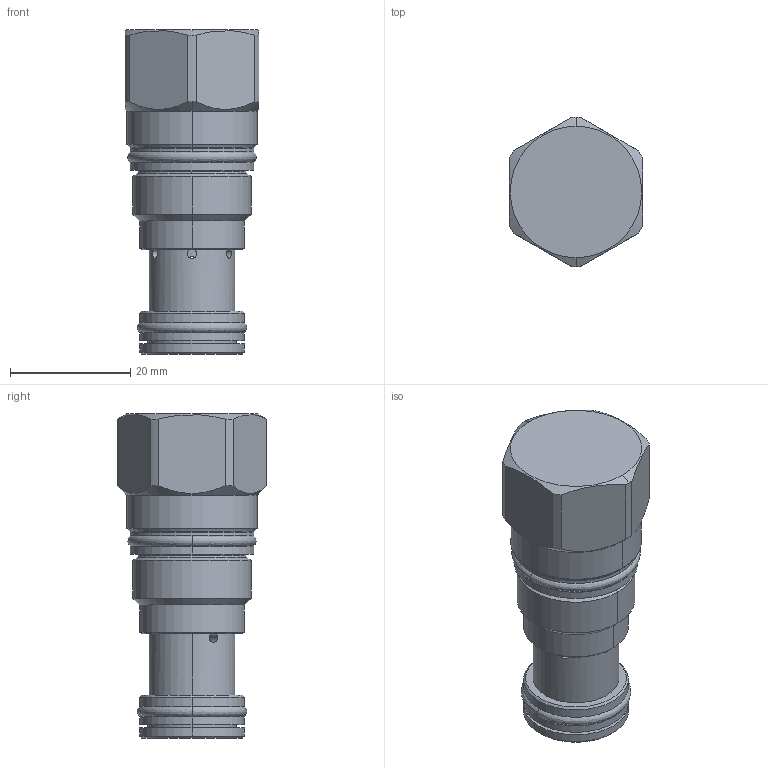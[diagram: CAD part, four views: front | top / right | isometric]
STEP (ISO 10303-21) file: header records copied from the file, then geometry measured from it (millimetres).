
FILE_DESCRIPTION((''),'2;1');
FILE_NAME('CXDA-XCN_PRT','2019-02-06T',('Administrator'),(''),'PRO/ENGINEER BY PARAMETRIC TECHNOLOGY CORPORATION, 2006240','PRO/ENGINEER BY PARAMETRIC TECHNOLOGY CORPORATION, 2006240','');
FILE_SCHEMA(('CONFIG_CONTROL_DESIGN'));
Length unit declared in the file: inch
Products named in the file (1): CXDA-XCN_PRT
Bounding box: 22.23 x 24.84 x 53.87 mm (x, y, z)
Volume: 16054 mm3; surface area: 5465.9 mm2
Topology: 3 solids, 3 shells, 109 faces, 260 edges, 161 vertices
Faces by surface type: cylinder 48, plane 19, torus 18, cone 16, revolution 8
Entity records: 4157 total; most frequent: CARTESIAN_POINT 1583, DIRECTION 544, ORIENTED_EDGE 520, EDGE_CURVE 260, AXIS2_PLACEMENT_3D 231, VERTEX_POINT 161, CIRCLE 130, EDGE_LOOP 119
